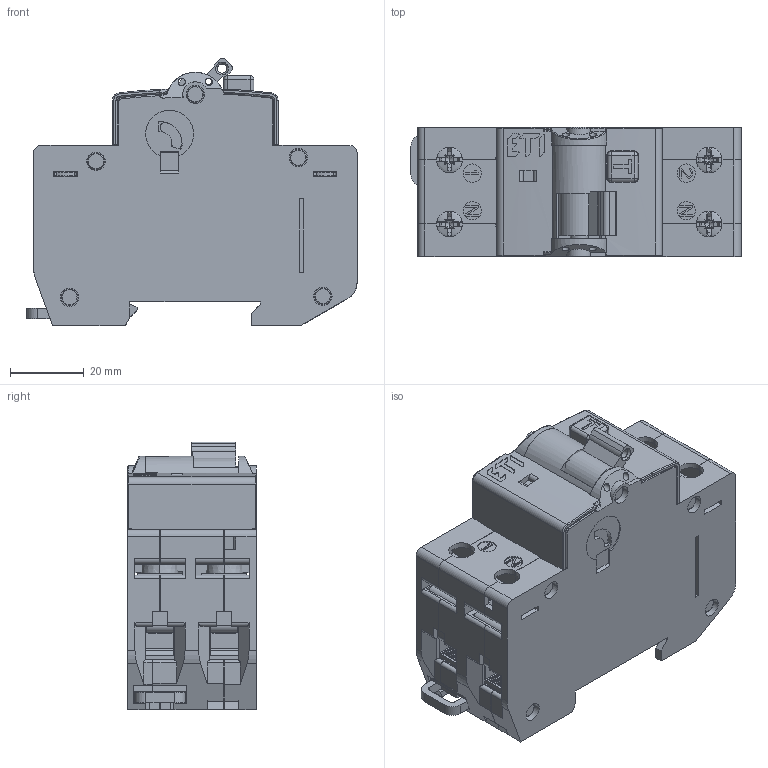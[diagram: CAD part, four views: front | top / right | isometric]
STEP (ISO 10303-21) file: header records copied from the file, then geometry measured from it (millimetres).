
FILE_DESCRIPTION((''),'2;1');
FILE_NAME('002173211_KZS-2M_ASM','2022-11-24T08:06:47',('klemen.sitar'),('Audax d.o.o.'),'CREO PARAMETRIC BY PTC INC, 2021304','CREO PARAMETRIC BY PTC INC, 2021304','');
FILE_SCHEMA(('AP242_MANAGED_MODEL_BASED_3D_ENGINEERING_MIM_LF { 1 0 10303 442 1 1 4 }'));
Products named in the file (21): 0000000248_1_1_1_1_1; 0000000331_1_1_1_1_1; 0000000248_1_1_1_1; 0000000084_1_1_1_1_1; 0000000069_1_1_1_1_1_1; 0000000470_1_1_1_1_1; 0000000533_1_1_1_1_1; 0000001272_1_1_1_1_1; 0000000328_AF0_1_1_1_1_1; 0000000328_AF1_1_1_1_1_1; 0000000328_AF2_1_1_1_1_1; 0000000328_AF3_1_1_1_1_1; 0000000328_AF4_1_1_1_1_1; PRT0107_1_1; 0000000354_1_1_1_1_1_1; 0000000346_1_1_1_1_1_1; 0000000533_1_1_1_1_1_1; PRT0108_1_1_1; PRT0108_1_2_1; PRT0108_1_3_1; 002173211_KZS-2M_ASM
Assembly tree (27 placements, depth 2):
  002173211_KZS-2M_ASM
    0000000248_1_1_1_1_1
    0000000331_1_1_1_1_1
    0000000248_1_1_1_1  x3
    0000000084_1_1_1_1_1
    0000000069_1_1_1_1_1_1
    0000000470_1_1_1_1_1  x4
    0000000533_1_1_1_1_1  x3
    0000001272_1_1_1_1_1
    0000000328_AF0_1_1_1_1_1
    0000000328_AF1_1_1_1_1_1
    0000000328_AF2_1_1_1_1_1
    0000000328_AF3_1_1_1_1_1
    0000000328_AF4_1_1_1_1_1
    PRT0107_1_1
    0000000354_1_1_1_1_1_1
    0000000346_1_1_1_1_1_1
    0000000533_1_1_1_1_1_1
    PRT0108_1_1_1
    PRT0108_1_2_1
    PRT0108_1_3_1
Bounding box: 89.8 x 35.02 x 72.89 mm (x, y, z)
Volume: 59712.2 mm3; surface area: 76260.6 mm2
Topology: 27 solids, 35 shells, 4765 faces, 13514 edges, 8967 vertices
Faces by surface type: plane 3776, cylinder 775, cone 99, torus 98, sphere 15, bspline 2
Entity records: 206377 total; most frequent: CARTESIAN_POINT 26203, ORIENTED_EDGE 23694, DIRECTION 21673, PRESENTATION_STYLE_ASSIGNMENT 16048, STYLED_ITEM 16048, CURVE_STYLE 11872, EDGE_CURVE 11851, VECTOR 9665
